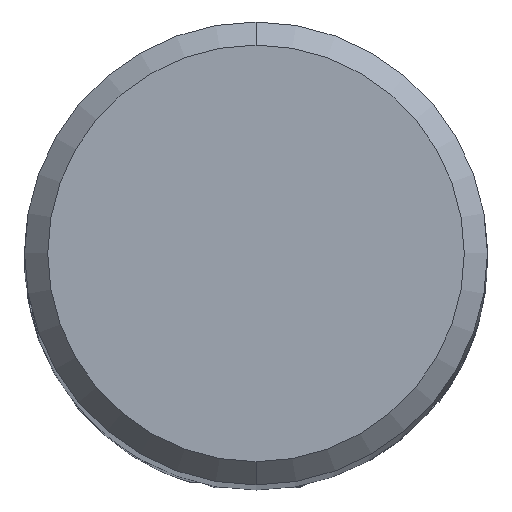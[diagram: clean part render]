
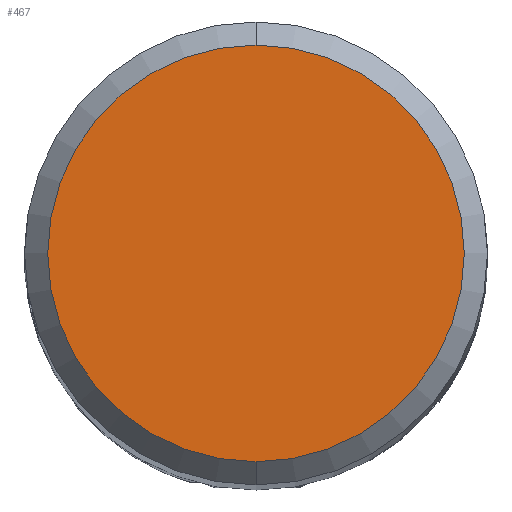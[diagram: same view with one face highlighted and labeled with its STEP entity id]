
A CAD part, top view. The second image highlights one B-rep face of the part: STEP entity #467.
In plain terms, the highlighted planar face has unit normal (0, 0, 1).
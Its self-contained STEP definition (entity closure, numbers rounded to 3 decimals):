
#313=VERTEX_POINT('',#871);
#467=ADVANCED_FACE('',(#1044),#1045,.T.);
#519=VERTEX_POINT('',#1100);
#701=EDGE_CURVE('',#519,#313,#1298,.T.);
#753=EDGE_CURVE('',#313,#519,#1354,.T.);
#871=CARTESIAN_POINT('',(0.,-5.4,0.0));
#1044=FACE_OUTER_BOUND('',#2762,.T.);
#1045=PLANE('',#2763);
#1100=CARTESIAN_POINT('',(0.0,5.4,0.0));
#1298=CIRCLE('',#3483,5.4);
#1354=CIRCLE('',#3609,5.4);
#2762=EDGE_LOOP('',(#4109,#4110));
#2763=AXIS2_PLACEMENT_3D('',#4111,#4112,#4113);
#3483=AXIS2_PLACEMENT_3D('',#4397,#4398,#4399);
#3609=AXIS2_PLACEMENT_3D('',#4455,#4456,#4457);
#4109=ORIENTED_EDGE('',*,*,#701,.F.);
#4110=ORIENTED_EDGE('',*,*,#753,.F.);
#4111=CARTESIAN_POINT('',(0.0,2.7,0.0));
#4112=DIRECTION('',(-0.0,0.0,1.0));
#4113=DIRECTION('',(0.0,-1.0,0.0));
#4397=CARTESIAN_POINT('',(0.0,0.0,0.0));
#4398=DIRECTION('',(0.0,0.0,-1.0));
#4399=DIRECTION('',(0.0,1.0,0.0));
#4455=CARTESIAN_POINT('',(0.0,0.0,0.0));
#4456=DIRECTION('',(0.0,0.0,-1.0));
#4457=DIRECTION('',(0.0,1.0,0.0));
